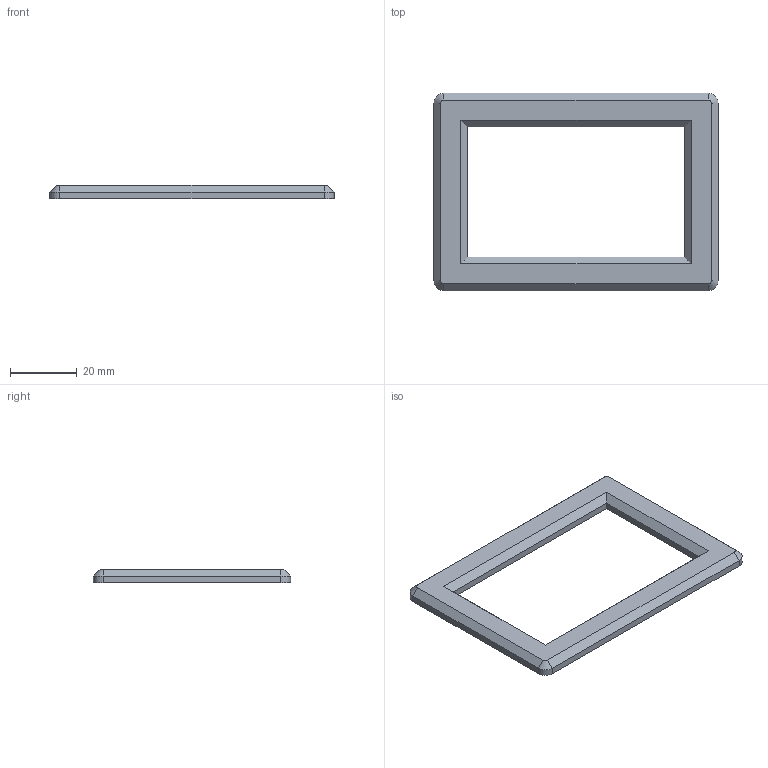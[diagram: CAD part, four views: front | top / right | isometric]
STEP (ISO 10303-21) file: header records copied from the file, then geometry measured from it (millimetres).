
FILE_DESCRIPTION(/* description */ (''),/* implementation_level */ '2;1');
FILE_NAME(/* name */ 'cover.step',/* time_stamp */ '2024-10-24T21:08:48-04:00',/* author */ (''),/* organization */ (''),/* preprocessor_version */ 'ST-DEVELOPER v20',/* originating_system */ 'Autodesk Translation Framework v13.20.0.188',/* authorisation */ '');
FILE_SCHEMA (('AUTOMOTIVE_DESIGN { 1 0 10303 214 3 1 1 }'));
Length unit declared in the file: millimetre
Products named in the file (1): Untitled
Bounding box: 85 x 59 x 4 mm (x, y, z)
Volume: 8905.1 mm3; surface area: 6334.3 mm2
Topology: 1 solids, 1 shells, 26 faces, 60 edges, 36 vertices
Faces by surface type: plane 18, cylinder 4, cone 4
Entity records: 746 total; most frequent: DIRECTION 126, CARTESIAN_POINT 123, ORIENTED_EDGE 120, EDGE_CURVE 60, LINE 48, VECTOR 48, AXIS2_PLACEMENT_3D 39, VERTEX_POINT 36
